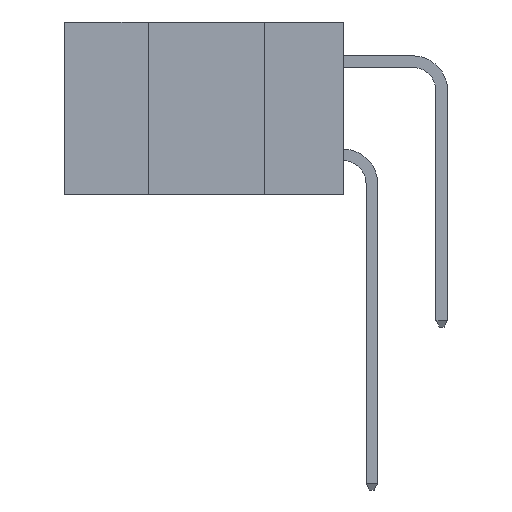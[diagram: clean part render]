
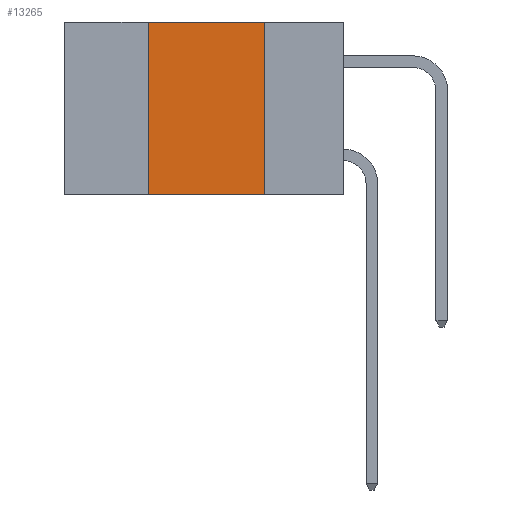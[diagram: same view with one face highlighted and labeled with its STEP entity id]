
A CAD part, left-side view. The second image highlights one B-rep face of the part: STEP entity #13265.
In plain terms, the highlighted planar face has unit normal (-1, 0, 0).
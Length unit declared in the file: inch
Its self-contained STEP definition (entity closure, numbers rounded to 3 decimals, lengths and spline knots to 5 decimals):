
#79 = CARTESIAN_POINT ( 'NONE',  ( 0., 0.6, -0.37 ) ) ;
#504 = VECTOR ( 'NONE', #21090, 39.37008 ) ;
#1078 = CARTESIAN_POINT ( 'NONE',  ( 0., 0.17, 0. ) ) ;
#1669 = VERTEX_POINT ( 'NONE', #1078 ) ;
#1875 = EDGE_CURVE ( 'NONE', #10953, #1669, #13444, .T. ) ;
#2105 = VECTOR ( 'NONE', #11585, 39.37008 ) ;
#3200 = CARTESIAN_POINT ( 'NONE',  ( 0., 0.6, 0. ) ) ;
#3363 = AXIS2_PLACEMENT_3D ( 'NONE', #3200, #17968, #8129 ) ;
#4604 = LINE ( 'NONE', #18597, #20508 ) ;
#4695 = VERTEX_POINT ( 'NONE', #17008 ) ;
#7093 = DIRECTION ( 'NONE',  ( 0., 0., -1. ) ) ;
#7501 = CARTESIAN_POINT ( 'NONE',  ( 0., 0.6, 0. ) ) ;
#7644 = EDGE_CURVE ( 'NONE', #11742, #4695, #14159, .T. ) ;
#8075 = ORIENTED_EDGE ( 'NONE', *, *, #8147, .F. ) ;
#8129 = DIRECTION ( 'NONE',  ( 0., 0., -1. ) ) ;
#8147 = EDGE_CURVE ( 'NONE', #11742, #10953, #9791, .T. ) ;
#9086 = VECTOR ( 'NONE', #12504, 39.37008 ) ;
#9422 = CARTESIAN_POINT ( 'NONE',  ( 0., 0.42, 0. ) ) ;
#9791 = LINE ( 'NONE', #19477, #504 ) ;
#10005 = EDGE_CURVE ( 'NONE', #1669, #4695, #4604, .T. ) ;
#10936 = ORIENTED_EDGE ( 'NONE', *, *, #1875, .F. ) ;
#10953 = VERTEX_POINT ( 'NONE', #9422 ) ;
#11585 = DIRECTION ( 'NONE',  ( 0., -1., 0. ) ) ;
#11742 = VERTEX_POINT ( 'NONE', #16178 ) ;
#12504 = DIRECTION ( 'NONE',  ( 0., -1., 0. ) ) ;
#13265 = ADVANCED_FACE ( 'NONE', ( #16283 ), #21167, .F. ) ;
#13444 = LINE ( 'NONE', #7501, #9086 ) ;
#14159 = LINE ( 'NONE', #79, #2105 ) ;
#16178 = CARTESIAN_POINT ( 'NONE',  ( 0., 0.42, -0.37 ) ) ;
#16283 = FACE_OUTER_BOUND ( 'NONE', #17829, .T. ) ;
#16954 = ORIENTED_EDGE ( 'NONE', *, *, #10005, .F. ) ;
#17008 = CARTESIAN_POINT ( 'NONE',  ( 0., 0.17, -0.37 ) ) ;
#17417 = ORIENTED_EDGE ( 'NONE', *, *, #7644, .T. ) ;
#17829 = EDGE_LOOP ( 'NONE', ( #16954, #10936, #8075, #17417 ) ) ;
#17968 = DIRECTION ( 'NONE',  ( 1., 0., 0. ) ) ;
#18597 = CARTESIAN_POINT ( 'NONE',  ( 0., 0.17, -0.37 ) ) ;
#19477 = CARTESIAN_POINT ( 'NONE',  ( 0., 0.42, -0.37 ) ) ;
#20508 = VECTOR ( 'NONE', #7093, 39.37008 ) ;
#21090 = DIRECTION ( 'NONE',  ( 0., 0., 1. ) ) ;
#21167 = PLANE ( 'NONE',  #3363 ) ;
